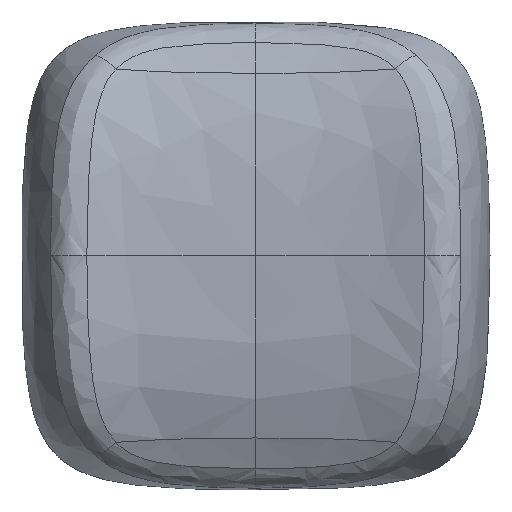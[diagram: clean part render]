
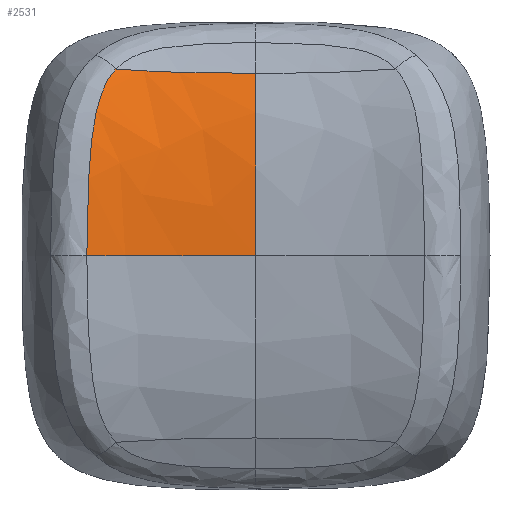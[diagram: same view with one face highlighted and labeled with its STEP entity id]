
A CAD part, top view. The second image highlights one B-rep face of the part: STEP entity #2531.
In plain terms, the highlighted free-form (B-spline) face has degree [3, 3] with [5, 6] control points.
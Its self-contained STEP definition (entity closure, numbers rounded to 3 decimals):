
#15=(
BOUNDED_CURVE()
B_SPLINE_CURVE(5,(#25556,#25557,#25558,#25559,#25560,#25561,#25562,#25563,
#25564),.UNSPECIFIED.,.F.,.F.)
B_SPLINE_CURVE_WITH_KNOTS((6,1,1,1,6),(-1.,-0.8,-0.6,-0.4,
-0.39),.UNSPECIFIED.)
CURVE()
GEOMETRIC_REPRESENTATION_ITEM()
RATIONAL_B_SPLINE_CURVE((1.,1.,1.,1.,1.,1.,1.,1.,1.))
REPRESENTATION_ITEM('')
);
#16=(
BOUNDED_CURVE()
B_SPLINE_CURVE(5,(#25600,#25601,#25602,#25603,#25604,#25605,#25606,#25607,
#25608,#25609),.UNSPECIFIED.,.F.,.F.)
B_SPLINE_CURVE_WITH_KNOTS((6,1,1,1,1,6),(0.176,0.2,0.4,0.6,
0.8,1.),.UNSPECIFIED.)
CURVE()
GEOMETRIC_REPRESENTATION_ITEM()
RATIONAL_B_SPLINE_CURVE((1.,1.,1.,1.,1.,1.,1.,1.,1.,1.))
REPRESENTATION_ITEM('')
);
#321=FACE_OUTER_BOUND('',#486,.T.);
#486=EDGE_LOOP('',(#2233,#2234,#2235,#2236));
#821=B_SPLINE_CURVE_WITH_KNOTS('',3,(#25313,#25314,#25315,#25316,#25317,
#25318,#25319),.UNSPECIFIED.,.F.,.F.,(4,1,1,1,4),(0.,0.307,0.511,
0.613,0.715),.UNSPECIFIED.);
#828=B_SPLINE_CURVE_WITH_KNOTS('',3,(#25610,#25611,#25612,#25613,#25614,
#25615),.UNSPECIFIED.,.F.,.F.,(4,1,1,4),(0.,0.429,
0.714,1.),.UNSPECIFIED.);
#1064=VERTEX_POINT('',#25266);
#1065=VERTEX_POINT('',#25311);
#1070=VERTEX_POINT('',#25555);
#1071=VERTEX_POINT('',#25599);
#1448=EDGE_CURVE('',#1064,#1065,#821,.T.);
#1458=EDGE_CURVE('',#1070,#1065,#15,.T.);
#1460=EDGE_CURVE('',#1064,#1071,#16,.T.);
#1461=EDGE_CURVE('',#1071,#1070,#828,.T.);
#2233=ORIENTED_EDGE('',*,*,#1448,.F.);
#2234=ORIENTED_EDGE('',*,*,#1460,.T.);
#2235=ORIENTED_EDGE('',*,*,#1461,.T.);
#2236=ORIENTED_EDGE('',*,*,#1458,.T.);
#2371=B_SPLINE_SURFACE_WITH_KNOTS('',3,3,((#25569,#25570,#25571,#25572,
#25573,#25574),(#25575,#25576,#25577,#25578,#25579,#25580),(#25581,#25582,
#25583,#25584,#25585,#25586),(#25587,#25588,#25589,#25590,#25591,#25592),
(#25593,#25594,#25595,#25596,#25597,#25598)),.UNSPECIFIED.,.F.,.F.,.F.,
(4,1,4),(4,1,1,4),(-1.,-0.647,-0.176),
(0.,0.429,0.714,1.),
 .UNSPECIFIED.);
#2531=ADVANCED_FACE('',(#321),#2371,.F.);
#25266=CARTESIAN_POINT('',(-6.484,0.,5.536));
#25311=CARTESIAN_POINT('',(-5.372,7.167,4.215));
#25313=CARTESIAN_POINT('Ctrl Pts',(-6.484,0.,
5.536));
#25314=CARTESIAN_POINT('Ctrl Pts',(-6.484,1.045,5.536));
#25315=CARTESIAN_POINT('Ctrl Pts',(-6.451,2.802,5.487));
#25316=CARTESIAN_POINT('Ctrl Pts',(-6.275,4.973,5.121));
#25317=CARTESIAN_POINT('Ctrl Pts',(-5.927,6.344,4.658));
#25318=CARTESIAN_POINT('Ctrl Pts',(-5.587,6.924,4.363));
#25319=CARTESIAN_POINT('Ctrl Pts',(-5.372,7.167,4.215));
#25555=CARTESIAN_POINT('',(0.,7.,3.801));
#25556=CARTESIAN_POINT('Ctrl Pts',(0.,7.,
3.801));
#25557=CARTESIAN_POINT('Ctrl Pts',(-0.524,7.,
3.801));
#25558=CARTESIAN_POINT('Ctrl Pts',(-1.503,7.004,3.812));
#25559=CARTESIAN_POINT('Ctrl Pts',(-2.767,7.024,3.86));
#25560=CARTESIAN_POINT('Ctrl Pts',(-3.783,7.061,3.952));
#25561=CARTESIAN_POINT('Ctrl Pts',(-4.618,7.11,4.073));
#25562=CARTESIAN_POINT('Ctrl Pts',(-5.118,7.146,4.164));
#25563=CARTESIAN_POINT('Ctrl Pts',(-5.361,7.166,4.213));
#25564=CARTESIAN_POINT('Ctrl Pts',(-5.372,7.167,4.215));
#25569=CARTESIAN_POINT('Ctrl Pts',(0.,0.,
4.8));
#25570=CARTESIAN_POINT('Ctrl Pts',(0.,1.807,
4.8));
#25571=CARTESIAN_POINT('Ctrl Pts',(0.,3.923,
4.642));
#25572=CARTESIAN_POINT('Ctrl Pts',(0.,5.798,
4.227));
#25573=CARTESIAN_POINT('Ctrl Pts',(0.,6.632,
3.949));
#25574=CARTESIAN_POINT('Ctrl Pts',(0.,7.,
3.801));
#25575=CARTESIAN_POINT('Ctrl Pts',(-1.541,0.,
4.8));
#25576=CARTESIAN_POINT('Ctrl Pts',(-1.541,1.807,4.8));
#25577=CARTESIAN_POINT('Ctrl Pts',(-1.541,3.923,4.642));
#25578=CARTESIAN_POINT('Ctrl Pts',(-1.541,5.797,4.227));
#25579=CARTESIAN_POINT('Ctrl Pts',(-1.541,6.632,3.949));
#25580=CARTESIAN_POINT('Ctrl Pts',(-1.541,7.,3.801));
#25581=CARTESIAN_POINT('Ctrl Pts',(-4.249,0.,
4.952));
#25582=CARTESIAN_POINT('Ctrl Pts',(-4.249,1.812,4.952));
#25583=CARTESIAN_POINT('Ctrl Pts',(-4.249,3.942,4.793));
#25584=CARTESIAN_POINT('Ctrl Pts',(-4.249,5.838,4.374));
#25585=CARTESIAN_POINT('Ctrl Pts',(-4.249,6.682,4.092));
#25586=CARTESIAN_POINT('Ctrl Pts',(-4.249,7.057,3.942));
#25587=CARTESIAN_POINT('Ctrl Pts',(-5.747,0.,
5.311));
#25588=CARTESIAN_POINT('Ctrl Pts',(-5.747,1.824,5.311));
#25589=CARTESIAN_POINT('Ctrl Pts',(-5.747,3.986,5.151));
#25590=CARTESIAN_POINT('Ctrl Pts',(-5.747,5.933,4.721));
#25591=CARTESIAN_POINT('Ctrl Pts',(-5.747,6.801,4.431));
#25592=CARTESIAN_POINT('Ctrl Pts',(-5.747,7.191,4.275));
#25593=CARTESIAN_POINT('Ctrl Pts',(-6.484,0.,
5.536));
#25594=CARTESIAN_POINT('Ctrl Pts',(-6.484,1.832,5.537));
#25595=CARTESIAN_POINT('Ctrl Pts',(-6.484,4.015,5.375));
#25596=CARTESIAN_POINT('Ctrl Pts',(-6.484,5.992,4.939));
#25597=CARTESIAN_POINT('Ctrl Pts',(-6.484,6.876,4.644));
#25598=CARTESIAN_POINT('Ctrl Pts',(-6.484,7.275,4.484));
#25599=CARTESIAN_POINT('',(0.,0.,4.8));
#25600=CARTESIAN_POINT('Ctrl Pts',(-6.484,0.,
5.536));
#25601=CARTESIAN_POINT('Ctrl Pts',(-6.462,0.,
5.529));
#25602=CARTESIAN_POINT('Ctrl Pts',(-6.25,0.,
5.465));
#25603=CARTESIAN_POINT('Ctrl Pts',(-5.83,0.,
5.347));
#25604=CARTESIAN_POINT('Ctrl Pts',(-5.151,0.,
5.184));
#25605=CARTESIAN_POINT('Ctrl Pts',(-4.1,0.,
4.995));
#25606=CARTESIAN_POINT('Ctrl Pts',(-2.767,0.,
4.864));
#25607=CARTESIAN_POINT('Ctrl Pts',(-1.503,0.,
4.812));
#25608=CARTESIAN_POINT('Ctrl Pts',(-0.524,0.,
4.8));
#25609=CARTESIAN_POINT('Ctrl Pts',(0.,0.,
4.8));
#25610=CARTESIAN_POINT('Ctrl Pts',(0.,0.,
4.8));
#25611=CARTESIAN_POINT('Ctrl Pts',(0.,1.807,
4.8));
#25612=CARTESIAN_POINT('Ctrl Pts',(0.,3.923,
4.642));
#25613=CARTESIAN_POINT('Ctrl Pts',(0.,5.798,
4.227));
#25614=CARTESIAN_POINT('Ctrl Pts',(0.,6.632,
3.949));
#25615=CARTESIAN_POINT('Ctrl Pts',(0.,7.,
3.801));
